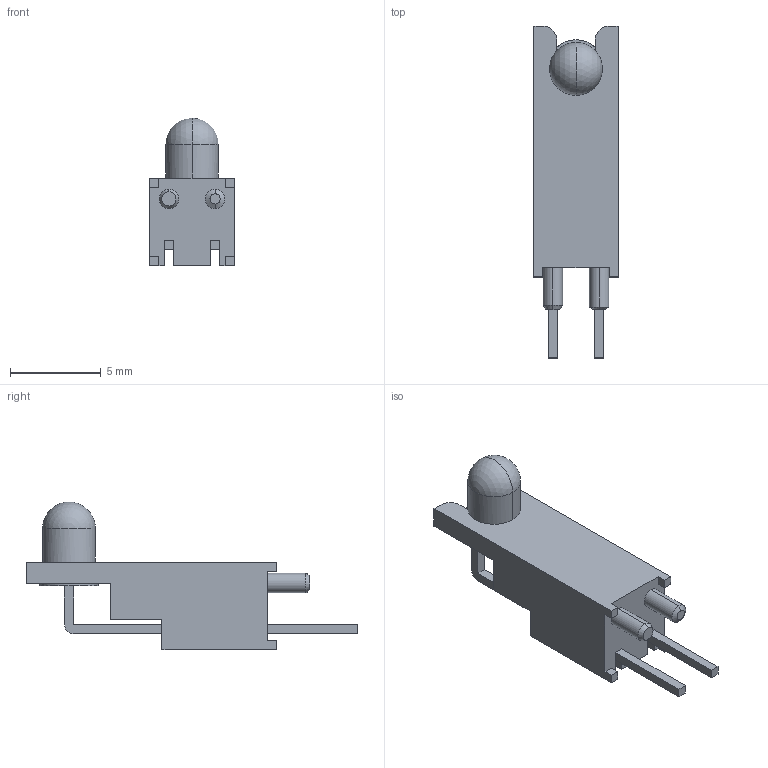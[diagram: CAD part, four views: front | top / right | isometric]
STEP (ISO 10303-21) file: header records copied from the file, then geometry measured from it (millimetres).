
FILE_DESCRIPTION (( 'STEP AP214' ), '1' );
FILE_NAME ('934ZH.STEP', '2008-08-27T23:50:33', ( '' ), ( '' ), 'SwSTEP 2.0', 'SolidWorks 2008', '' );
FILE_SCHEMA (( 'AUTOMOTIVE_DESIGN' ));
Length unit declared in the file: millimetre
Products named in the file (1): 934ZH
Bounding box: 4.63 x 18.24 x 8.13 mm (x, y, z)
Volume: 219.5 mm3; surface area: 361.7 mm2
Topology: 1 solids, 1 shells, 356 faces, 969 edges, 641 vertices
Faces by surface type: plane 222, bspline 116, cylinder 12, cone 4, sphere 2
Entity records: 20480 total; most frequent: CARTESIAN_POINT 8349, ORIENTED_EDGE 1930, DIRECTION 1249, EDGE_CURVE 965, VECTOR 699, LINE 699, VERTEX_POINT 639, EDGE_LOOP 388
